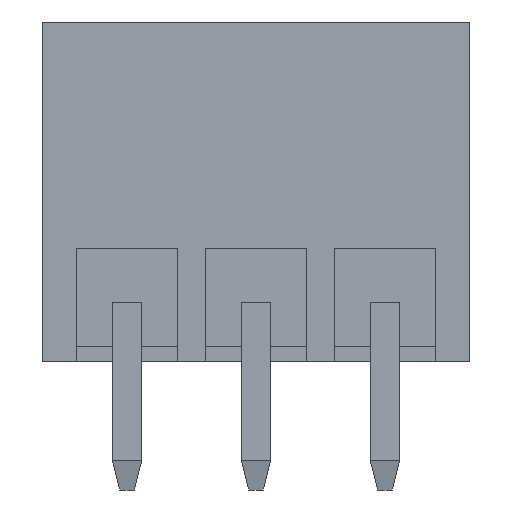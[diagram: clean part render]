
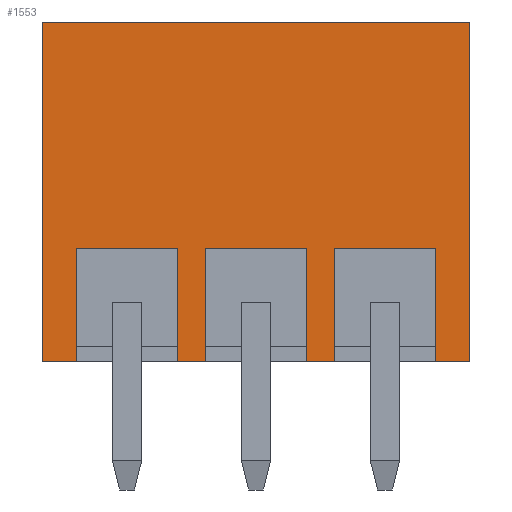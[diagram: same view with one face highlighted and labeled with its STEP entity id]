
A CAD part, front view. The second image highlights one B-rep face of the part: STEP entity #1553.
In plain terms, the highlighted planar face has unit normal (0, -1, 0).
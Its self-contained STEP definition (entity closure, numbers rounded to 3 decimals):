
#405 = VERTEX_POINT('',#406);
#406 = CARTESIAN_POINT('',(5.8,-2.8,9.2));
#421 = VERTEX_POINT('',#422);
#422 = CARTESIAN_POINT('',(-5.8,-2.8,9.2));
#428 = EDGE_CURVE('',#405,#421,#429,.T.);
#429 = LINE('',#430,#431);
#430 = CARTESIAN_POINT('',(5.8,-2.8,9.2));
#431 = VECTOR('',#432,1.);
#432 = DIRECTION('',(-1.,0.,0.));
#1453 = EDGE_CURVE('',#405,#1454,#1456,.T.);
#1454 = VERTEX_POINT('',#1455);
#1455 = CARTESIAN_POINT('',(5.8,-2.8,0.));
#1456 = LINE('',#1457,#1458);
#1457 = CARTESIAN_POINT('',(5.8,-2.8,9.2));
#1458 = VECTOR('',#1459,1.);
#1459 = DIRECTION('',(0.,0.,-1.));
#1536 = VERTEX_POINT('',#1537);
#1537 = CARTESIAN_POINT('',(-5.8,-2.8,0.));
#1543 = EDGE_CURVE('',#421,#1536,#1544,.T.);
#1544 = LINE('',#1545,#1546);
#1545 = CARTESIAN_POINT('',(-5.8,-2.8,9.2));
#1546 = VECTOR('',#1547,1.);
#1547 = DIRECTION('',(0.,0.,-1.));
#1553 = ADVANCED_FACE('',(#1554),#1661,.F.);
#1554 = FACE_BOUND('',#1555,.T.);
#1555 = EDGE_LOOP('',(#1556,#1564,#1572,#1580,#1588,#1596,#1604,#1612,
    #1620,#1628,#1636,#1644,#1652,#1658,#1659,#1660));
#1556 = ORIENTED_EDGE('',*,*,#1557,.F.);
#1557 = EDGE_CURVE('',#1558,#1536,#1560,.T.);
#1558 = VERTEX_POINT('',#1559);
#1559 = CARTESIAN_POINT('',(-4.875,-2.8,0.));
#1560 = LINE('',#1561,#1562);
#1561 = CARTESIAN_POINT('',(5.8,-2.8,0.));
#1562 = VECTOR('',#1563,1.);
#1563 = DIRECTION('',(-1.,0.,0.));
#1564 = ORIENTED_EDGE('',*,*,#1565,.F.);
#1565 = EDGE_CURVE('',#1566,#1558,#1568,.T.);
#1566 = VERTEX_POINT('',#1567);
#1567 = CARTESIAN_POINT('',(-4.875,-2.8,3.05));
#1568 = LINE('',#1569,#1570);
#1569 = CARTESIAN_POINT('',(-4.875,-2.8,3.05));
#1570 = VECTOR('',#1571,1.);
#1571 = DIRECTION('',(0.,0.,-1.));
#1572 = ORIENTED_EDGE('',*,*,#1573,.T.);
#1573 = EDGE_CURVE('',#1566,#1574,#1576,.T.);
#1574 = VERTEX_POINT('',#1575);
#1575 = CARTESIAN_POINT('',(-2.125,-2.8,3.05));
#1576 = LINE('',#1577,#1578);
#1577 = CARTESIAN_POINT('',(-4.875,-2.8,3.05));
#1578 = VECTOR('',#1579,1.);
#1579 = DIRECTION('',(1.,0.,0.));
#1580 = ORIENTED_EDGE('',*,*,#1581,.T.);
#1581 = EDGE_CURVE('',#1574,#1582,#1584,.T.);
#1582 = VERTEX_POINT('',#1583);
#1583 = CARTESIAN_POINT('',(-2.125,-2.8,0.));
#1584 = LINE('',#1585,#1586);
#1585 = CARTESIAN_POINT('',(-2.125,-2.8,3.05));
#1586 = VECTOR('',#1587,1.);
#1587 = DIRECTION('',(0.,0.,-1.));
#1588 = ORIENTED_EDGE('',*,*,#1589,.F.);
#1589 = EDGE_CURVE('',#1590,#1582,#1592,.T.);
#1590 = VERTEX_POINT('',#1591);
#1591 = CARTESIAN_POINT('',(-1.375,-2.8,0.));
#1592 = LINE('',#1593,#1594);
#1593 = CARTESIAN_POINT('',(5.8,-2.8,0.));
#1594 = VECTOR('',#1595,1.);
#1595 = DIRECTION('',(-1.,0.,0.));
#1596 = ORIENTED_EDGE('',*,*,#1597,.F.);
#1597 = EDGE_CURVE('',#1598,#1590,#1600,.T.);
#1598 = VERTEX_POINT('',#1599);
#1599 = CARTESIAN_POINT('',(-1.375,-2.8,3.05));
#1600 = LINE('',#1601,#1602);
#1601 = CARTESIAN_POINT('',(-1.375,-2.8,3.05));
#1602 = VECTOR('',#1603,1.);
#1603 = DIRECTION('',(0.,0.,-1.));
#1604 = ORIENTED_EDGE('',*,*,#1605,.T.);
#1605 = EDGE_CURVE('',#1598,#1606,#1608,.T.);
#1606 = VERTEX_POINT('',#1607);
#1607 = CARTESIAN_POINT('',(1.375,-2.8,3.05));
#1608 = LINE('',#1609,#1610);
#1609 = CARTESIAN_POINT('',(-1.375,-2.8,3.05));
#1610 = VECTOR('',#1611,1.);
#1611 = DIRECTION('',(1.,0.,0.));
#1612 = ORIENTED_EDGE('',*,*,#1613,.T.);
#1613 = EDGE_CURVE('',#1606,#1614,#1616,.T.);
#1614 = VERTEX_POINT('',#1615);
#1615 = CARTESIAN_POINT('',(1.375,-2.8,0.));
#1616 = LINE('',#1617,#1618);
#1617 = CARTESIAN_POINT('',(1.375,-2.8,3.05));
#1618 = VECTOR('',#1619,1.);
#1619 = DIRECTION('',(0.,0.,-1.));
#1620 = ORIENTED_EDGE('',*,*,#1621,.F.);
#1621 = EDGE_CURVE('',#1622,#1614,#1624,.T.);
#1622 = VERTEX_POINT('',#1623);
#1623 = CARTESIAN_POINT('',(2.125,-2.8,0.));
#1624 = LINE('',#1625,#1626);
#1625 = CARTESIAN_POINT('',(5.8,-2.8,0.));
#1626 = VECTOR('',#1627,1.);
#1627 = DIRECTION('',(-1.,0.,0.));
#1628 = ORIENTED_EDGE('',*,*,#1629,.F.);
#1629 = EDGE_CURVE('',#1630,#1622,#1632,.T.);
#1630 = VERTEX_POINT('',#1631);
#1631 = CARTESIAN_POINT('',(2.125,-2.8,3.05));
#1632 = LINE('',#1633,#1634);
#1633 = CARTESIAN_POINT('',(2.125,-2.8,3.05));
#1634 = VECTOR('',#1635,1.);
#1635 = DIRECTION('',(0.,0.,-1.));
#1636 = ORIENTED_EDGE('',*,*,#1637,.T.);
#1637 = EDGE_CURVE('',#1630,#1638,#1640,.T.);
#1638 = VERTEX_POINT('',#1639);
#1639 = CARTESIAN_POINT('',(4.875,-2.8,3.05));
#1640 = LINE('',#1641,#1642);
#1641 = CARTESIAN_POINT('',(2.125,-2.8,3.05));
#1642 = VECTOR('',#1643,1.);
#1643 = DIRECTION('',(1.,0.,0.));
#1644 = ORIENTED_EDGE('',*,*,#1645,.T.);
#1645 = EDGE_CURVE('',#1638,#1646,#1648,.T.);
#1646 = VERTEX_POINT('',#1647);
#1647 = CARTESIAN_POINT('',(4.875,-2.8,0.));
#1648 = LINE('',#1649,#1650);
#1649 = CARTESIAN_POINT('',(4.875,-2.8,3.05));
#1650 = VECTOR('',#1651,1.);
#1651 = DIRECTION('',(0.,0.,-1.));
#1652 = ORIENTED_EDGE('',*,*,#1653,.F.);
#1653 = EDGE_CURVE('',#1454,#1646,#1654,.T.);
#1654 = LINE('',#1655,#1656);
#1655 = CARTESIAN_POINT('',(5.8,-2.8,0.));
#1656 = VECTOR('',#1657,1.);
#1657 = DIRECTION('',(-1.,0.,0.));
#1658 = ORIENTED_EDGE('',*,*,#1453,.F.);
#1659 = ORIENTED_EDGE('',*,*,#428,.T.);
#1660 = ORIENTED_EDGE('',*,*,#1543,.T.);
#1661 = PLANE('',#1662);
#1662 = AXIS2_PLACEMENT_3D('',#1663,#1664,#1665);
#1663 = CARTESIAN_POINT('',(5.8,-2.8,9.2));
#1664 = DIRECTION('',(0.,1.,0.));
#1665 = DIRECTION('',(0.,0.,1.));
